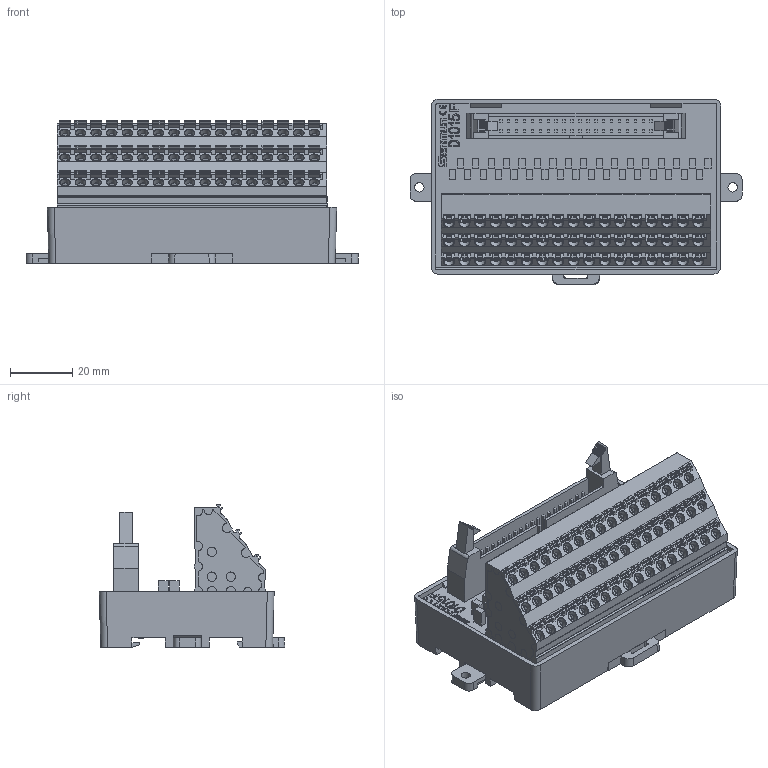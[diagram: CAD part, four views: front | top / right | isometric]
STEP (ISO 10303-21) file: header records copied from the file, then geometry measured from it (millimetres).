
FILE_DESCRIPTION(/* description */ (''),/* implementation_level */ '2;1');
FILE_NAME(/* name */ '',/* time_stamp */ '2025-09-19T14:30:46+08:00',/* author */ (''),/* organization */ (''),/* preprocessor_version */ 'ST-DEVELOPER v14',/* originating_system */ 'SIEMENS PLM Software NX 8.0',/* authorisation */ '');
FILE_SCHEMA (('AUTOMOTIVE_DESIGN { 1 0 10303 214 3 1 1 1 }'));
Products named in the file (1): Admi39701B79t79b
Bounding box: 106.5 x 59.51 x 45.68 mm (x, y, z)
Volume: 123846.8 mm3; surface area: 33165.8 mm2
Topology: 3 solids, 3 shells, 2824 faces, 7997 edges, 5341 vertices
Faces by surface type: plane 2215, cylinder 450, revolution 102, extrusion 55, bspline 2
Full cylindrical faces by diameter (mm): 2.999 x6, 3 x2, 3.199 x51
Entity records: 95251 total; most frequent: CARTESIAN_POINT 21153, ORIENTED_EDGE 15762, DIRECTION 13682, EDGE_CURVE 7881, VECTOR 5824, LINE 5769, VERTEX_POINT 5286, AXIS2_PLACEMENT_3D 3878
